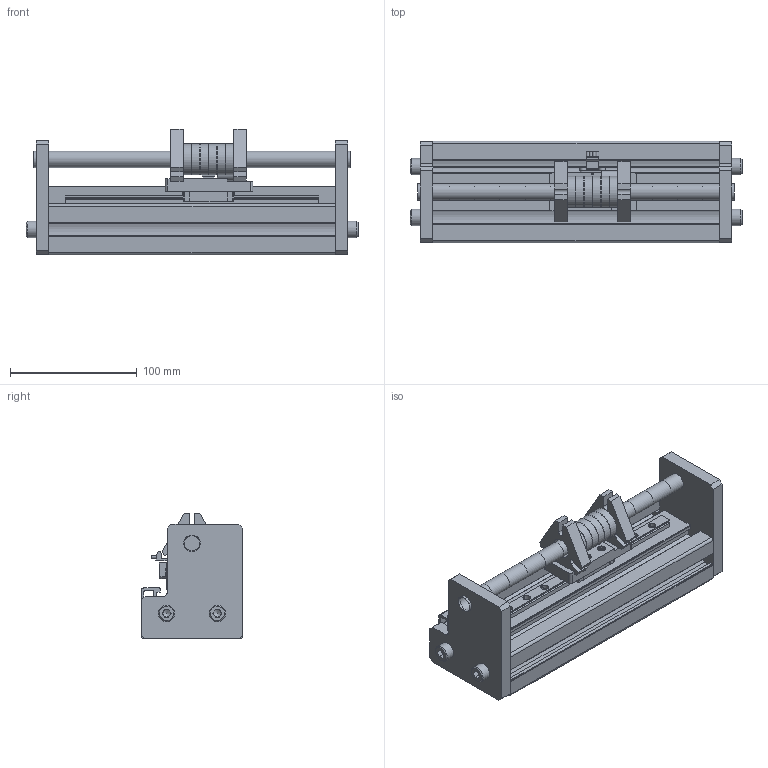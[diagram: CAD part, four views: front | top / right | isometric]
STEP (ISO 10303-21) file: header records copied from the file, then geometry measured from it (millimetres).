
FILE_DESCRIPTION (( 'STEP AP214' ), '1' );
FILE_NAME ('DIY Linear Motor - CAD.STEP', '2024-04-03T09:25:20', ( '' ), ( '' ), 'SwSTEP 2.0', 'SolidWorks 2020', '' );
FILE_SCHEMA (( 'AUTOMOTIVE_DESIGN' ));
Length unit declared in the file: millimetre
Products named in the file (16): HEDS Encoder; Modular Coil Cap; B18.3.1M - 3 x 0.5 x 5 Hex SHCS -- 5NHX_B18.3.1M - 3 x 0.5 x 5 Hex SHCS -- 5NHX; Encoder Strip Proto; Part1^Proto Axis v2; Alu Tube Proto; 3 Phase Coil; Copy of v1_MGN9-H^Copy of MGN9_Proto Axis v2___ _________; 40 x 80 Stick Proto_Short 1<As Machined>; B18.3.1M - 8 x 1.25 x 16 Hex SHCS -- 16NHX_B18.3.1M - 8 x 1.25 x 16 Hex SHCS -- 16NHX; Copy of MGN9^Proto Axis v2___ _________; B18.3.1M - 3 x 0.5 x 10 Hex SHCS -- 10NHX_B18.3.1M - 3 x 0.5 x 10 Hex SHCS -- 10NHX; 12x20 Neo Mag; Copy of v1_MGN9_250^Copy of MGN9_Proto Axis v2___ _________; DIY Linear Motor - CAD; MGN Adapter Coil
Assembly tree (36 placements, depth 3):
  DIY Linear Motor - CAD
    40 x 80 Stick Proto_Short 1<As Machined>
    Copy of MGN9^Proto Axis v2___ _________
      Copy of v1_MGN9_250^Copy of MGN9_Proto Axis v2___ _________
      Copy of v1_MGN9-H^Copy of MGN9_Proto Axis v2___ _________
    Alu Tube Proto
    12x20 Neo Mag  x10
    3 Phase Coil  x2
    HEDS Encoder
    Encoder Strip Proto
    Part1^Proto Axis v2  x2
    Modular Coil Cap  x2
    MGN Adapter Coil
    B18.3.1M - 3 x 0.5 x 10 Hex SHCS -- 10NHX_B18.3.1M - 3 x 0.5 x 10 Hex SHCS -- 10NHX  x6
    B18.3.1M - 8 x 1.25 x 16 Hex SHCS -- 16NHX_B18.3.1M - 8 x 1.25 x 16 Hex SHCS -- 16NHX  x4
    B18.3.1M - 3 x 0.5 x 5 Hex SHCS -- 5NHX_B18.3.1M - 3 x 0.5 x 5 Hex SHCS -- 5NHX  x2
Bounding box: 262 x 80 x 98.94 mm (x, y, z)
Volume: 492586 mm3; surface area: 272636 mm2
Topology: 51 solids, 51 shells, 1112 faces, 2645 edges, 1652 vertices
Faces by surface type: plane 774, cylinder 239, cone 46, torus 31, sphere 20, bspline 2
Full cylindrical faces by diameter (mm): 1.5 x4, 2 x2, 2.5 x18, 3 x12, 3.3 x4, 3.4 x5, 3.5 x10, 5.5 x8, 6 x10, 6.5 x5, 6.8 x2, 8 x4, 8.5 x4, 12 x10, 12.1 x1, 13 x5, 13.1 x2, 14 x6, 16 x2, 24.5 x6
Entity records: 26699 total; most frequent: CARTESIAN_POINT 4321, DIRECTION 4187, ORIENTED_EDGE 3874, EDGE_CURVE 1937, LINE 1407, VECTOR 1407, AXIS2_PLACEMENT_3D 1390, VERTEX_POINT 1270
